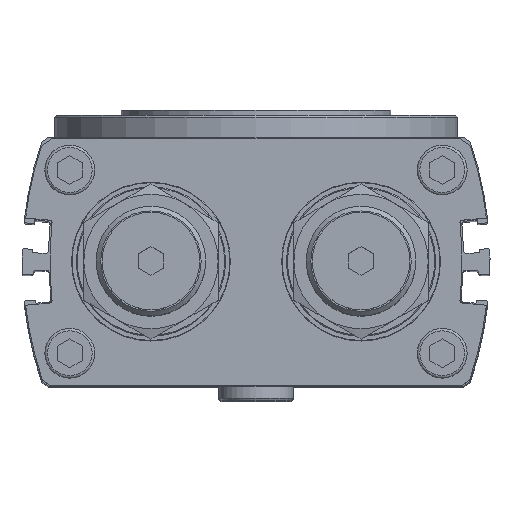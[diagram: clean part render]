
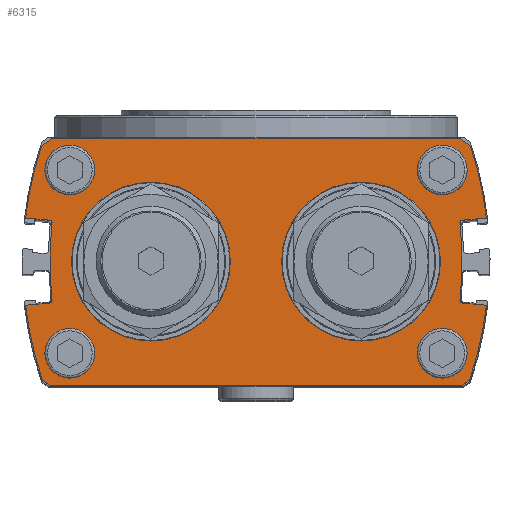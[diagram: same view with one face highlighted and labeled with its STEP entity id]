
A CAD part, top view. The second image highlights one B-rep face of the part: STEP entity #6315.
In plain terms, the highlighted planar face has unit normal (0, 0, 1).
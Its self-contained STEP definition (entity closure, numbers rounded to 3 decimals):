
#256=PLANE('',#6943);
#633=LINE('',#10174,#1097);
#638=LINE('',#10190,#1102);
#641=LINE('',#10198,#1105);
#643=LINE('',#10202,#1107);
#645=LINE('',#10206,#1109);
#648=LINE('',#10214,#1112);
#653=LINE('',#10230,#1117);
#656=LINE('',#10238,#1120);
#658=LINE('',#10242,#1122);
#659=LINE('',#10244,#1123);
#1097=VECTOR('',#8167,1000.);
#1102=VECTOR('',#8186,1000.);
#1105=VECTOR('',#8195,1000.);
#1107=VECTOR('',#8199,1000.);
#1109=VECTOR('',#8203,1000.);
#1112=VECTOR('',#8212,1000.);
#1117=VECTOR('',#8231,1000.);
#1120=VECTOR('',#8240,1000.);
#1122=VECTOR('',#8244,1000.);
#1123=VECTOR('',#8247,1000.);
#2070=ORIENTED_EDGE('',*,*,#3432,.F.);
#2071=ORIENTED_EDGE('',*,*,#3433,.F.);
#2072=ORIENTED_EDGE('',*,*,#3434,.F.);
#2073=ORIENTED_EDGE('',*,*,#3435,.F.);
#2074=ORIENTED_EDGE('',*,*,#3436,.F.);
#2075=ORIENTED_EDGE('',*,*,#3437,.F.);
#2076=ORIENTED_EDGE('',*,*,#3393,.T.);
#2077=ORIENTED_EDGE('',*,*,#3396,.T.);
#2078=ORIENTED_EDGE('',*,*,#3398,.F.);
#2079=ORIENTED_EDGE('',*,*,#3400,.T.);
#2080=ORIENTED_EDGE('',*,*,#3402,.F.);
#2081=ORIENTED_EDGE('',*,*,#3404,.T.);
#2082=ORIENTED_EDGE('',*,*,#3406,.T.);
#2083=ORIENTED_EDGE('',*,*,#3408,.T.);
#2084=ORIENTED_EDGE('',*,*,#3410,.T.);
#2085=ORIENTED_EDGE('',*,*,#3412,.T.);
#2086=ORIENTED_EDGE('',*,*,#3414,.T.);
#2087=ORIENTED_EDGE('',*,*,#3416,.T.);
#2088=ORIENTED_EDGE('',*,*,#3418,.F.);
#2089=ORIENTED_EDGE('',*,*,#3420,.T.);
#2090=ORIENTED_EDGE('',*,*,#3422,.F.);
#2091=ORIENTED_EDGE('',*,*,#3424,.T.);
#2092=ORIENTED_EDGE('',*,*,#3426,.T.);
#2093=ORIENTED_EDGE('',*,*,#3428,.T.);
#2094=ORIENTED_EDGE('',*,*,#3430,.T.);
#2095=ORIENTED_EDGE('',*,*,#3431,.T.);
#3393=EDGE_CURVE('',#4140,#4139,#4630,.T.);
#3396=EDGE_CURVE('',#4139,#4141,#633,.T.);
#3398=EDGE_CURVE('',#4142,#4141,#4631,.T.);
#3400=EDGE_CURVE('',#4142,#4143,#4632,.T.);
#3402=EDGE_CURVE('',#4144,#4143,#4633,.T.);
#3404=EDGE_CURVE('',#4144,#4145,#638,.T.);
#3406=EDGE_CURVE('',#4145,#4146,#4634,.T.);
#3408=EDGE_CURVE('',#4146,#4147,#641,.T.);
#3410=EDGE_CURVE('',#4147,#4148,#643,.T.);
#3412=EDGE_CURVE('',#4148,#4149,#645,.T.);
#3414=EDGE_CURVE('',#4149,#4150,#4635,.T.);
#3416=EDGE_CURVE('',#4150,#4151,#648,.T.);
#3418=EDGE_CURVE('',#4152,#4151,#4636,.T.);
#3420=EDGE_CURVE('',#4152,#4153,#4637,.T.);
#3422=EDGE_CURVE('',#4154,#4153,#4638,.T.);
#3424=EDGE_CURVE('',#4154,#4155,#653,.T.);
#3426=EDGE_CURVE('',#4155,#4156,#4639,.T.);
#3428=EDGE_CURVE('',#4156,#4157,#656,.T.);
#3430=EDGE_CURVE('',#4157,#4158,#658,.T.);
#3431=EDGE_CURVE('',#4158,#4140,#659,.T.);
#3432=EDGE_CURVE('',#4159,#4159,#4640,.T.);
#3433=EDGE_CURVE('',#4160,#4160,#4641,.T.);
#3434=EDGE_CURVE('',#4161,#4161,#4642,.T.);
#3435=EDGE_CURVE('',#4162,#4162,#4643,.T.);
#3436=EDGE_CURVE('',#4163,#4163,#4644,.T.);
#3437=EDGE_CURVE('',#4164,#4164,#4645,.T.);
#4139=VERTEX_POINT('',#10167);
#4140=VERTEX_POINT('',#10169);
#4141=VERTEX_POINT('',#10173);
#4142=VERTEX_POINT('',#10177);
#4143=VERTEX_POINT('',#10181);
#4144=VERTEX_POINT('',#10185);
#4145=VERTEX_POINT('',#10189);
#4146=VERTEX_POINT('',#10193);
#4147=VERTEX_POINT('',#10197);
#4148=VERTEX_POINT('',#10201);
#4149=VERTEX_POINT('',#10205);
#4150=VERTEX_POINT('',#10209);
#4151=VERTEX_POINT('',#10213);
#4152=VERTEX_POINT('',#10217);
#4153=VERTEX_POINT('',#10221);
#4154=VERTEX_POINT('',#10225);
#4155=VERTEX_POINT('',#10229);
#4156=VERTEX_POINT('',#10233);
#4157=VERTEX_POINT('',#10237);
#4158=VERTEX_POINT('',#10241);
#4159=VERTEX_POINT('',#10247);
#4160=VERTEX_POINT('',#10249);
#4161=VERTEX_POINT('',#10251);
#4162=VERTEX_POINT('',#10253);
#4163=VERTEX_POINT('',#10255);
#4164=VERTEX_POINT('',#10257);
#4630=CIRCLE('',#6914,74.4);
#4631=CIRCLE('',#6917,0.6);
#4632=CIRCLE('',#6919,69.);
#4633=CIRCLE('',#6921,0.6);
#4634=CIRCLE('',#6924,74.4);
#4635=CIRCLE('',#6929,74.4);
#4636=CIRCLE('',#6932,0.6);
#4637=CIRCLE('',#6934,69.);
#4638=CIRCLE('',#6936,0.6);
#4639=CIRCLE('',#6939,74.4);
#4640=CIRCLE('',#6944,15.85);
#4641=CIRCLE('',#6945,15.85);
#4642=CIRCLE('',#6946,5.);
#4643=CIRCLE('',#6947,5.);
#4644=CIRCLE('',#6948,5.);
#4645=CIRCLE('',#6949,5.);
#4963=EDGE_LOOP('',(#2070));
#4964=EDGE_LOOP('',(#2071));
#4965=EDGE_LOOP('',(#2072));
#4966=EDGE_LOOP('',(#2073));
#4967=EDGE_LOOP('',(#2074));
#4968=EDGE_LOOP('',(#2075));
#4969=EDGE_LOOP('',(#2076,#2077,#2078,#2079,#2080,#2081,#2082,#2083,#2084,
#2085,#2086,#2087,#2088,#2089,#2090,#2091,#2092,#2093,#2094,#2095));
#5587=FACE_BOUND('',#4963,.T.);
#5588=FACE_BOUND('',#4964,.T.);
#5589=FACE_BOUND('',#4965,.T.);
#5590=FACE_BOUND('',#4966,.T.);
#5591=FACE_BOUND('',#4967,.T.);
#5592=FACE_BOUND('',#4968,.T.);
#5593=FACE_BOUND('',#4969,.T.);
#6315=ADVANCED_FACE('',(#5587,#5588,#5589,#5590,#5591,#5592,#5593),#256,
 .T.);
#6914=AXIS2_PLACEMENT_3D('',#10168,#8161,#8162);
#6917=AXIS2_PLACEMENT_3D('',#10178,#8171,#8172);
#6919=AXIS2_PLACEMENT_3D('',#10182,#8176,#8177);
#6921=AXIS2_PLACEMENT_3D('',#10186,#8181,#8182);
#6924=AXIS2_PLACEMENT_3D('',#10194,#8190,#8191);
#6929=AXIS2_PLACEMENT_3D('',#10210,#8207,#8208);
#6932=AXIS2_PLACEMENT_3D('',#10218,#8216,#8217);
#6934=AXIS2_PLACEMENT_3D('',#10222,#8221,#8222);
#6936=AXIS2_PLACEMENT_3D('',#10226,#8226,#8227);
#6939=AXIS2_PLACEMENT_3D('',#10234,#8235,#8236);
#6943=AXIS2_PLACEMENT_3D('',#10245,#8248,#8249);
#6944=AXIS2_PLACEMENT_3D('',#10246,#8250,#8251);
#6945=AXIS2_PLACEMENT_3D('',#10248,#8252,#8253);
#6946=AXIS2_PLACEMENT_3D('',#10250,#8254,#8255);
#6947=AXIS2_PLACEMENT_3D('',#10252,#8256,#8257);
#6948=AXIS2_PLACEMENT_3D('',#10254,#8258,#8259);
#6949=AXIS2_PLACEMENT_3D('',#10256,#8260,#8261);
#8161=DIRECTION('',(0.,0.,1.));
#8162=DIRECTION('',(1.,0.,0.));
#8167=DIRECTION('',(0.996,-0.087,0.));
#8171=DIRECTION('',(0.,0.,1.));
#8172=DIRECTION('',(1.,0.,0.));
#8176=DIRECTION('',(0.,0.,1.));
#8177=DIRECTION('',(1.,0.,0.));
#8181=DIRECTION('',(0.,0.,1.));
#8182=DIRECTION('',(1.,0.,0.));
#8186=DIRECTION('',(-0.996,-0.087,0.));
#8190=DIRECTION('',(0.,0.,1.));
#8191=DIRECTION('',(1.,0.,0.));
#8195=DIRECTION('',(0.819,-0.574,0.));
#8199=DIRECTION('',(1.,0.,0.));
#8203=DIRECTION('',(0.819,0.574,0.));
#8207=DIRECTION('',(0.,0.,1.));
#8208=DIRECTION('',(1.,0.,0.));
#8212=DIRECTION('',(-0.996,0.087,0.));
#8216=DIRECTION('',(0.,0.,1.));
#8217=DIRECTION('',(1.,0.,0.));
#8221=DIRECTION('',(0.,0.,1.));
#8222=DIRECTION('',(1.,0.,0.));
#8226=DIRECTION('',(0.,0.,1.));
#8227=DIRECTION('',(1.,0.,0.));
#8231=DIRECTION('',(0.996,0.087,0.));
#8235=DIRECTION('',(0.,0.,1.));
#8236=DIRECTION('',(1.,0.,0.));
#8240=DIRECTION('',(-0.819,0.574,0.));
#8244=DIRECTION('',(-1.,0.,0.));
#8247=DIRECTION('',(-0.819,-0.574,0.));
#8248=DIRECTION('',(0.,0.,1.));
#8249=DIRECTION('',(1.,0.,0.));
#8250=DIRECTION('',(0.,0.,1.));
#8251=DIRECTION('',(1.,0.,0.));
#8252=DIRECTION('',(0.,0.,1.));
#8253=DIRECTION('',(1.,0.,0.));
#8254=DIRECTION('',(0.,0.,1.));
#8255=DIRECTION('',(1.,0.,0.));
#8256=DIRECTION('',(0.,0.,1.));
#8257=DIRECTION('',(1.,0.,0.));
#8258=DIRECTION('',(0.,0.,1.));
#8259=DIRECTION('',(1.,0.,0.));
#8260=DIRECTION('',(0.,0.,1.));
#8261=DIRECTION('',(1.,0.,0.));
#10167=CARTESIAN_POINT('',(-46.284,33.75,81.5));
#10168=CARTESIAN_POINT('',(27.6,25.,81.5));
#10169=CARTESIAN_POINT('',(-43.091,48.197,81.5));
#10173=CARTESIAN_POINT('',(-41.517,33.333,81.5));
#10174=CARTESIAN_POINT('',(-46.284,33.75,81.5));
#10177=CARTESIAN_POINT('',(-40.973,32.669,81.5));
#10178=CARTESIAN_POINT('',(-41.569,32.735,81.5));
#10181=CARTESIAN_POINT('',(-40.973,17.331,81.5));
#10182=CARTESIAN_POINT('',(27.6,25.,81.5));
#10185=CARTESIAN_POINT('',(-41.517,16.667,81.5));
#10186=CARTESIAN_POINT('',(-41.569,17.265,81.5));
#10189=CARTESIAN_POINT('',(-46.284,16.25,81.5));
#10190=CARTESIAN_POINT('',(-41.517,16.667,81.5));
#10193=CARTESIAN_POINT('',(-42.891,1.2,81.5));
#10194=CARTESIAN_POINT('',(27.6,25.,81.5));
#10197=CARTESIAN_POINT('',(-41.462,0.2,81.5));
#10198=CARTESIAN_POINT('',(-42.891,1.2,81.5));
#10201=CARTESIAN_POINT('',(41.462,0.2,81.5));
#10202=CARTESIAN_POINT('',(-41.462,0.2,81.5));
#10205=CARTESIAN_POINT('',(42.891,1.2,81.5));
#10206=CARTESIAN_POINT('',(41.462,0.2,81.5));
#10209=CARTESIAN_POINT('',(46.284,16.25,81.5));
#10210=CARTESIAN_POINT('',(-27.6,25.,81.5));
#10213=CARTESIAN_POINT('',(41.517,16.667,81.5));
#10214=CARTESIAN_POINT('',(46.284,16.25,81.5));
#10217=CARTESIAN_POINT('',(40.973,17.331,81.5));
#10218=CARTESIAN_POINT('',(41.569,17.265,81.5));
#10221=CARTESIAN_POINT('',(40.973,32.669,81.5));
#10222=CARTESIAN_POINT('',(-27.6,25.,81.5));
#10225=CARTESIAN_POINT('',(41.517,33.333,81.5));
#10226=CARTESIAN_POINT('',(41.569,32.735,81.5));
#10229=CARTESIAN_POINT('',(46.284,33.75,81.5));
#10230=CARTESIAN_POINT('',(41.517,33.333,81.5));
#10233=CARTESIAN_POINT('',(43.091,48.197,81.5));
#10234=CARTESIAN_POINT('',(-27.6,25.,81.5));
#10237=CARTESIAN_POINT('',(40.802,49.8,81.5));
#10238=CARTESIAN_POINT('',(43.091,48.197,81.5));
#10241=CARTESIAN_POINT('',(-40.802,49.8,81.5));
#10242=CARTESIAN_POINT('',(40.802,49.8,81.5));
#10244=CARTESIAN_POINT('',(-40.802,49.8,81.5));
#10245=CARTESIAN_POINT('',(27.6,25.,81.5));
#10246=CARTESIAN_POINT('',(-21.1,25.,81.5));
#10247=CARTESIAN_POINT('',(-5.25,25.,81.5));
#10248=CARTESIAN_POINT('',(21.1,25.,81.5));
#10249=CARTESIAN_POINT('',(36.95,25.,81.5));
#10250=CARTESIAN_POINT('',(-37.4,43.4,81.5));
#10251=CARTESIAN_POINT('',(-32.4,43.4,81.5));
#10252=CARTESIAN_POINT('',(37.4,43.4,81.5));
#10253=CARTESIAN_POINT('',(42.4,43.4,81.5));
#10254=CARTESIAN_POINT('',(-37.4,6.6,81.5));
#10255=CARTESIAN_POINT('',(-32.4,6.6,81.5));
#10256=CARTESIAN_POINT('',(37.4,6.6,81.5));
#10257=CARTESIAN_POINT('',(42.4,6.6,81.5));
